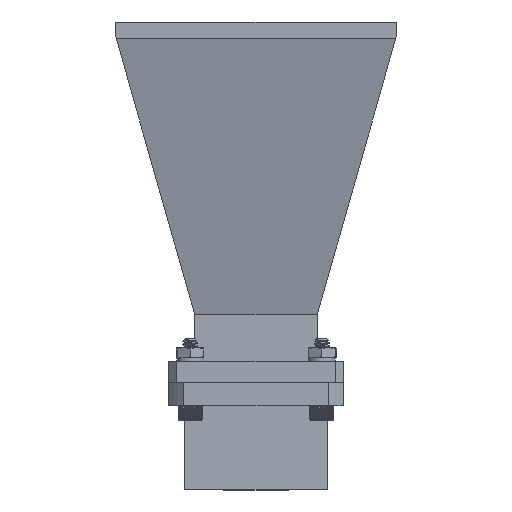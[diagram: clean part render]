
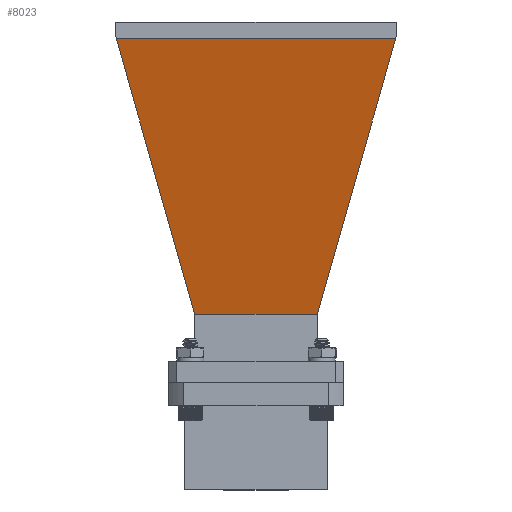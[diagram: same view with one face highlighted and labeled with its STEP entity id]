
A CAD part, front view. The second image highlights one B-rep face of the part: STEP entity #8023.
In plain terms, the highlighted face is planar.
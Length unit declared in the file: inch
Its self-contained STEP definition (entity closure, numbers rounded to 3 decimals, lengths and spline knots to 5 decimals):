
#611 = VECTOR ( 'NONE', #23702, 39.37008 ) ;
#1242 = AXIS2_PLACEMENT_3D ( 'NONE', #7800, #3222, #21618 ) ;
#3222 = DIRECTION ( 'NONE',  ( -0.97, 0., -0.243 ) ) ;
#4306 = CARTESIAN_POINT ( 'NONE',  ( -0.31811, 0.56865, 1.95391 ) ) ;
#4739 = VERTEX_POINT ( 'NONE', #10854 ) ;
#5384 = CARTESIAN_POINT ( 'NONE',  ( -0.9599, 1.2976, 4.5116 ) ) ;
#7800 = CARTESIAN_POINT ( 'NONE',  ( -0.65331, 0., 3.28976 ) ) ;
#7924 = FACE_OUTER_BOUND ( 'NONE', #18436, .T. ) ;
#8023 = ADVANCED_FACE ( 'NONE', ( #7924 ), #19665, .T. ) ;
#9819 = CARTESIAN_POINT ( 'NONE',  ( -0.31811, 0., 1.95391 ) ) ;
#10105 = CARTESIAN_POINT ( 'NONE',  ( -0.9599, 0., 4.5116 ) ) ;
#10854 = CARTESIAN_POINT ( 'NONE',  ( -0.31811, -0.56865, 1.95391 ) ) ;
#11913 = LINE ( 'NONE', #17994, #12160 ) ;
#12160 = VECTOR ( 'NONE', #12175, 39.37008 ) ;
#12175 = DIRECTION ( 'NONE',  ( -0.235, 0.266, 0.935 ) ) ;
#13076 = EDGE_CURVE ( 'NONE', #18717, #4739, #25352, .T. ) ;
#13377 = VECTOR ( 'NONE', #17575, 39.37008 ) ;
#13438 = ORIENTED_EDGE ( 'NONE', *, *, #13076, .F. ) ;
#14229 = LINE ( 'NONE', #9819, #13377 ) ;
#15292 = DIRECTION ( 'NONE',  ( 0.235, 0.266, -0.935 ) ) ;
#15481 = VERTEX_POINT ( 'NONE', #5384 ) ;
#17575 = DIRECTION ( 'NONE',  ( 0., -1., 0. ) ) ;
#17994 = CARTESIAN_POINT ( 'NONE',  ( -0.31811, 0.56865, 1.95391 ) ) ;
#18436 = EDGE_LOOP ( 'NONE', ( #19839, #13438, #21176, #22947 ) ) ;
#18717 = VERTEX_POINT ( 'NONE', #19559 ) ;
#19559 = CARTESIAN_POINT ( 'NONE',  ( -0.9599, -1.2976, 4.5116 ) ) ;
#19662 = EDGE_CURVE ( 'NONE', #18717, #15481, #20172, .T. ) ;
#19665 = PLANE ( 'NONE',  #1242 ) ;
#19676 = EDGE_CURVE ( 'NONE', #21930, #15481, #11913, .T. ) ;
#19839 = ORIENTED_EDGE ( 'NONE', *, *, #25160, .T. ) ;
#20172 = LINE ( 'NONE', #10105, #611 ) ;
#21074 = CARTESIAN_POINT ( 'NONE',  ( -0.9599, -1.2976, 4.5116 ) ) ;
#21176 = ORIENTED_EDGE ( 'NONE', *, *, #19662, .T. ) ;
#21618 = DIRECTION ( 'NONE',  ( -0.243, 0., 0.97 ) ) ;
#21930 = VERTEX_POINT ( 'NONE', #4306 ) ;
#22947 = ORIENTED_EDGE ( 'NONE', *, *, #19676, .F. ) ;
#23548 = VECTOR ( 'NONE', #15292, 39.37008 ) ;
#23702 = DIRECTION ( 'NONE',  ( 0., 1., 0. ) ) ;
#25160 = EDGE_CURVE ( 'NONE', #21930, #4739, #14229, .T. ) ;
#25352 = LINE ( 'NONE', #21074, #23548 ) ;
